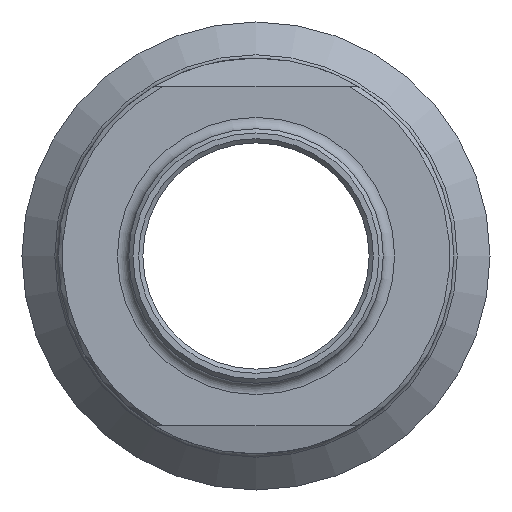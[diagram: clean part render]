
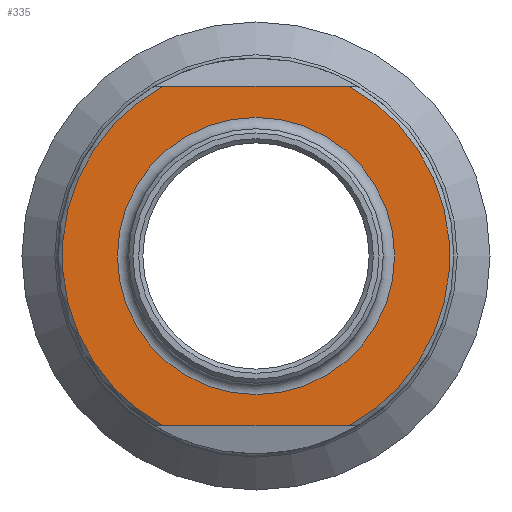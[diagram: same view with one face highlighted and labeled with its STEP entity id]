
A CAD part, left-side view. The second image highlights one B-rep face of the part: STEP entity #335.
In plain terms, the highlighted planar face has unit normal (-1, 0, 0).
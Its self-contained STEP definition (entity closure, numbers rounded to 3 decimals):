
#28=FACE_BOUND('',#85,.T.);
#31=CIRCLE('',#378,13.7);
#32=CIRCLE('',#379,13.7);
#33=CIRCLE('',#380,9.8);
#64=FACE_OUTER_BOUND('',#84,.T.);
#84=EDGE_LOOP('',(#240,#241,#242,#243));
#85=EDGE_LOOP('',(#244));
#106=LINE('',#554,#123);
#110=LINE('',#573,#127);
#123=VECTOR('',#427,10.);
#127=VECTOR('',#437,10.);
#142=VERTEX_POINT('',#540);
#146=VERTEX_POINT('',#550);
#148=VERTEX_POINT('',#559);
#152=VERTEX_POINT('',#569);
#153=VERTEX_POINT('',#579);
#179=EDGE_CURVE('',#142,#146,#106,.T.);
#186=EDGE_CURVE('',#148,#152,#110,.T.);
#188=EDGE_CURVE('',#148,#146,#31,.T.);
#189=EDGE_CURVE('',#142,#152,#32,.T.);
#190=EDGE_CURVE('',#153,#153,#33,.T.);
#240=ORIENTED_EDGE('',*,*,#179,.T.);
#241=ORIENTED_EDGE('',*,*,#188,.F.);
#242=ORIENTED_EDGE('',*,*,#186,.T.);
#243=ORIENTED_EDGE('',*,*,#189,.F.);
#244=ORIENTED_EDGE('',*,*,#190,.F.);
#328=PLANE('',#377);
#335=ADVANCED_FACE('',(#64,#28),#328,.T.);
#377=AXIS2_PLACEMENT_3D('',#576,#442,#443);
#378=AXIS2_PLACEMENT_3D('',#577,#444,#445);
#379=AXIS2_PLACEMENT_3D('',#578,#446,#447);
#380=AXIS2_PLACEMENT_3D('',#580,#448,#449);
#427=DIRECTION('',(0.,1.,0.));
#437=DIRECTION('',(0.,-1.,0.));
#442=DIRECTION('center_axis',(-1.,0.,0.));
#443=DIRECTION('ref_axis',(0.,0.,1.));
#444=DIRECTION('center_axis',(1.,0.,0.));
#445=DIRECTION('ref_axis',(0.,-1.,0.));
#446=DIRECTION('center_axis',(1.,0.,0.));
#447=DIRECTION('ref_axis',(0.,-1.,0.));
#448=DIRECTION('center_axis',(-1.,0.,0.));
#449=DIRECTION('ref_axis',(0.,-1.,0.));
#540=CARTESIAN_POINT('',(-15.5,-6.61,12.));
#550=CARTESIAN_POINT('',(-15.5,6.61,12.));
#554=CARTESIAN_POINT('',(-15.5,-4.489,12.));
#559=CARTESIAN_POINT('',(-15.5,6.61,-12.));
#569=CARTESIAN_POINT('',(-15.5,-6.61,-12.));
#573=CARTESIAN_POINT('',(-15.5,17.956,-12.));
#576=CARTESIAN_POINT('Origin',(-15.5,14.,0.));
#577=CARTESIAN_POINT('Origin',(-15.5,0.,0.));
#578=CARTESIAN_POINT('Origin',(-15.5,0.,0.));
#579=CARTESIAN_POINT('',(-15.5,0.,9.8));
#580=CARTESIAN_POINT('Origin',(-15.5,0.,0.));
